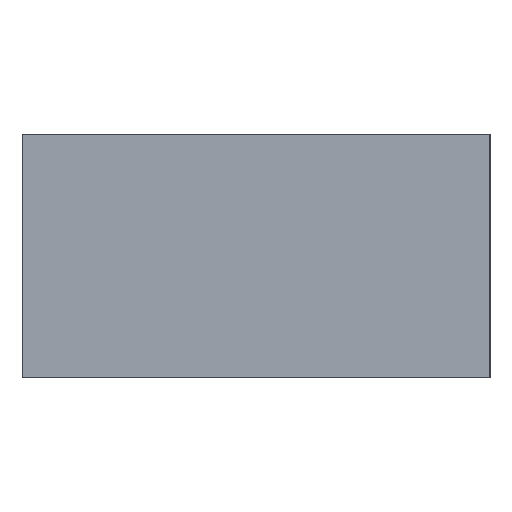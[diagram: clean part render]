
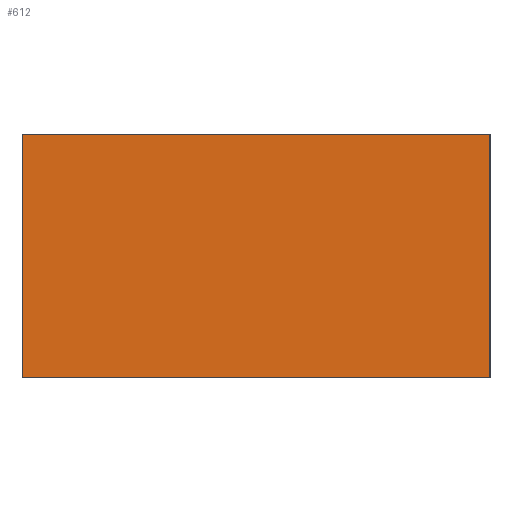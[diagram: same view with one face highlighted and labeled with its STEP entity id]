
A CAD part, left-side view. The second image highlights one B-rep face of the part: STEP entity #612.
In plain terms, the highlighted planar face has unit normal (-1, 0, 0).
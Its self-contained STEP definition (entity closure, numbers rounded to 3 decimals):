
#16 = LINE ( 'NONE', #716, #579 ) ;
#31 = VERTEX_POINT ( 'NONE', #591 ) ;
#84 = LINE ( 'NONE', #735, #117 ) ;
#115 = FACE_OUTER_BOUND ( 'NONE', #129, .T. ) ;
#117 = VECTOR ( 'NONE', #833, 1000. ) ;
#120 = EDGE_CURVE ( 'NONE', #31, #637, #84, .T. ) ;
#122 = CARTESIAN_POINT ( 'NONE',  ( -780.787, -24., 25. ) ) ;
#129 = EDGE_LOOP ( 'NONE', ( #461, #784, #758, #802 ) ) ;
#142 = CARTESIAN_POINT ( 'NONE',  ( -780.787, -24., 25. ) ) ;
#298 = DIRECTION ( 'NONE',  ( 0., 0., -1. ) ) ;
#319 = VERTEX_POINT ( 'NONE', #641 ) ;
#401 = LINE ( 'NONE', #526, #677 ) ;
#434 = VERTEX_POINT ( 'NONE', #855 ) ;
#442 = VECTOR ( 'NONE', #598, 1000. ) ;
#452 = CARTESIAN_POINT ( 'NONE',  ( -780.787, -24., 0. ) ) ;
#461 = ORIENTED_EDGE ( 'NONE', *, *, #846, .T. ) ;
#526 = CARTESIAN_POINT ( 'NONE',  ( -780.787, -24., 25. ) ) ;
#551 = EDGE_CURVE ( 'NONE', #31, #434, #16, .T. ) ;
#579 = VECTOR ( 'NONE', #877, 1000. ) ;
#591 = CARTESIAN_POINT ( 'NONE',  ( -780.787, 24., 25. ) ) ;
#598 = DIRECTION ( 'NONE',  ( 0., -1., 0. ) ) ;
#612 = ADVANCED_FACE ( 'NONE', ( #115 ), #799, .F. ) ;
#621 = LINE ( 'NONE', #452, #442 ) ;
#637 = VERTEX_POINT ( 'NONE', #142 ) ;
#641 = CARTESIAN_POINT ( 'NONE',  ( -780.787, -24., 0. ) ) ;
#677 = VECTOR ( 'NONE', #298, 1000. ) ;
#716 = CARTESIAN_POINT ( 'NONE',  ( -780.787, 24., 25. ) ) ;
#735 = CARTESIAN_POINT ( 'NONE',  ( -780.787, -24., 25. ) ) ;
#758 = ORIENTED_EDGE ( 'NONE', *, *, #120, .F. ) ;
#784 = ORIENTED_EDGE ( 'NONE', *, *, #821, .F. ) ;
#799 = PLANE ( 'NONE',  #828 ) ;
#802 = ORIENTED_EDGE ( 'NONE', *, *, #551, .T. ) ;
#808 = DIRECTION ( 'NONE',  ( 0., 0., -1. ) ) ;
#821 = EDGE_CURVE ( 'NONE', #637, #319, #401, .T. ) ;
#828 = AXIS2_PLACEMENT_3D ( 'NONE', #122, #969, #808 ) ;
#833 = DIRECTION ( 'NONE',  ( 0., -1., 0. ) ) ;
#846 = EDGE_CURVE ( 'NONE', #434, #319, #621, .T. ) ;
#855 = CARTESIAN_POINT ( 'NONE',  ( -780.787, 24., 0. ) ) ;
#877 = DIRECTION ( 'NONE',  ( 0., 0., -1. ) ) ;
#969 = DIRECTION ( 'NONE',  ( 1., 0., 0. ) ) ;
